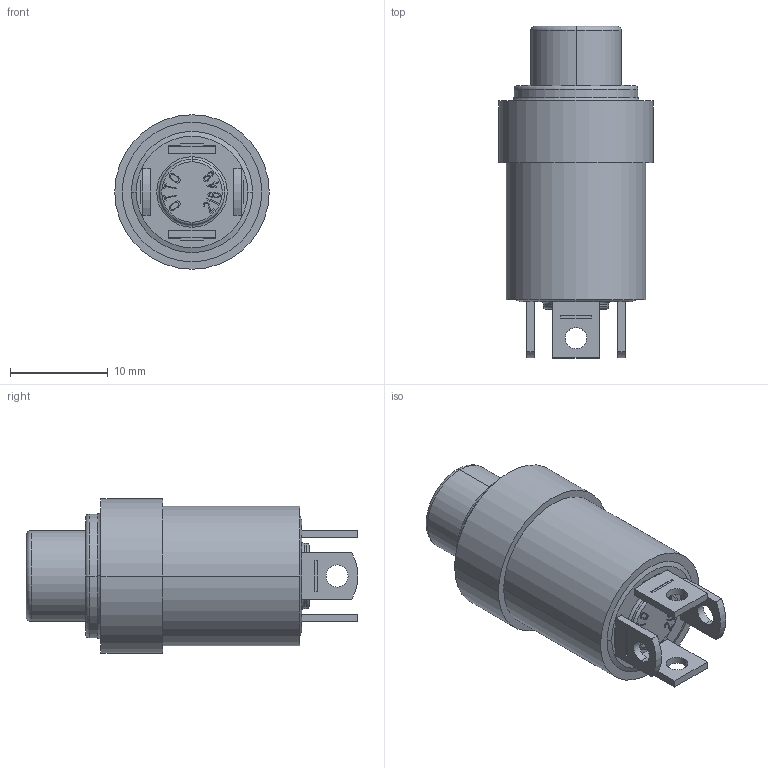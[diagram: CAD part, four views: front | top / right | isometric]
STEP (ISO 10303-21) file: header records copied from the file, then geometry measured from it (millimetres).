
FILE_DESCRIPTION((''),'2;1');
FILE_NAME('P3-11122','2018-11-20T15:43:35',('bretg'),(''),'CREO PARAMETRIC BY PTC INC, 2018300','CREO PARAMETRIC BY PTC INC, 2018300','');
FILE_SCHEMA(('AUTOMOTIVE_DESIGN { 1 0 10303 214 1 1 1 1 }'));
Length unit declared in the file: inch
Products named in the file (1): P3-11122
Bounding box: 15.82 x 34.01 x 15.82 mm (x, y, z)
Volume: 4118.4 mm3; surface area: 2328.4 mm2
Topology: 1 solids, 4 shells, 441 faces, 1193 edges, 788 vertices
Faces by surface type: plane 389, cylinder 32, torus 14, cone 6
Entity records: 16689 total; most frequent: CARTESIAN_POINT 2508, ORIENTED_EDGE 2386, DIRECTION 2175, EDGE_CURVE 1193, VECTOR 1085, LINE 1085, VERTEX_POINT 788, AXIS2_PLACEMENT_3D 545
